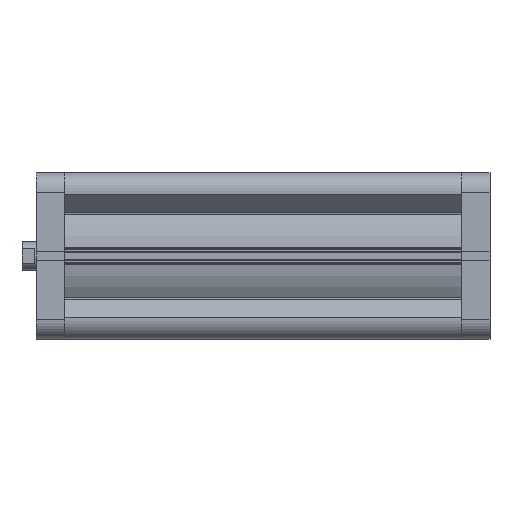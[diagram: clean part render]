
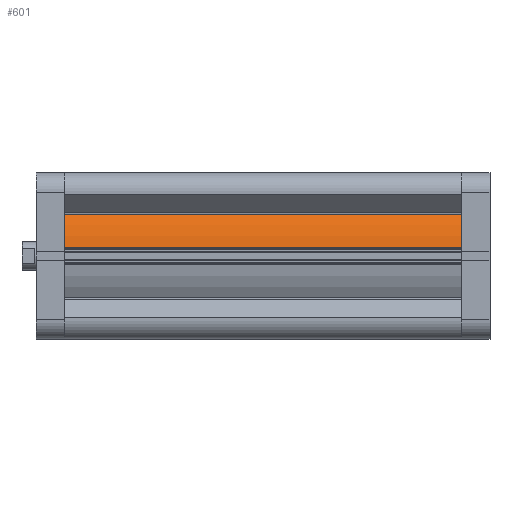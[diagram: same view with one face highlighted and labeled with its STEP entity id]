
A CAD part, front view. The second image highlights one B-rep face of the part: STEP entity #601.
In plain terms, the highlighted cylindrical face has radius 53.5 mm (diameter 107 mm), a partial arc.
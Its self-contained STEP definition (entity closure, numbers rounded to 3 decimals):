
#601 = ADVANCED_FACE ( 'NONE', ( #7856 ), #7859, .T. ) ;
#957 = VERTEX_POINT ( 'NONE', #9275 ) ;
#965 = VERTEX_POINT ( 'NONE', #9283 ) ;
#980 = VERTEX_POINT ( 'NONE', #9298 ) ;
#1013 = VERTEX_POINT ( 'NONE', #9331 ) ;
#2364 = VECTOR ( 'NONE', #10665, 1000. ) ;
#2370 = LINE ( 'NONE', #10660, #2364 ) ;
#2372 = CIRCLE ( 'NONE', #6392, 53.5 ) ;
#2386 = DIRECTION ( 'NONE',  ( -1., 0., 0. ) ) ;
#2388 = DIRECTION ( 'NONE',  ( 0., 0., -1. ) ) ;
#2390 = CARTESIAN_POINT ( 'NONE',  ( 0., 0., 277.5 ) ) ;
#2393 = LINE ( 'NONE', #10678, #2395 ) ;
#2395 = VECTOR ( 'NONE', #10679, 1000. ) ;
#2416 = CIRCLE ( 'NONE', #6412, 53.5 ) ;
#5038 = ORIENTED_EDGE ( 'NONE', *, *, #6659, .T. ) ;
#5072 = ORIENTED_EDGE ( 'NONE', *, *, #6666, .T. ) ;
#5073 = ORIENTED_EDGE ( 'NONE', *, *, #6660, .T. ) ;
#5075 = ORIENTED_EDGE ( 'NONE', *, *, #6677, .F. ) ;
#5366 = EDGE_LOOP ( 'NONE', ( #5038, #5072, #5075, #5073 ) ) ;
#6135 = AXIS2_PLACEMENT_3D ( 'NONE', #2390, #2388, #2386 ) ;
#6392 = AXIS2_PLACEMENT_3D ( 'NONE', #10657, #10663, #10664 ) ;
#6412 = AXIS2_PLACEMENT_3D ( 'NONE', #10701, #10708, #10709 ) ;
#6659 = EDGE_CURVE ( 'NONE', #980, #1013, #2372, .T. ) ;
#6660 = EDGE_CURVE ( 'NONE', #957, #980, #2370, .T. ) ;
#6666 = EDGE_CURVE ( 'NONE', #1013, #965, #2393, .T. ) ;
#6677 = EDGE_CURVE ( 'NONE', #957, #965, #2416, .T. ) ;
#7856 = FACE_OUTER_BOUND ( 'NONE', #5366, .T. ) ;
#7859 = CYLINDRICAL_SURFACE ( 'NONE', #6135, 53.5 ) ;
#9275 = CARTESIAN_POINT ( 'NONE',  ( 6.135, -53.147, 277.5 ) ) ;
#9283 = CARTESIAN_POINT ( 'NONE',  ( 28.996, -44.961, 277.5 ) ) ;
#9298 = CARTESIAN_POINT ( 'NONE',  ( 6.135, -53.147, 0. ) ) ;
#9331 = CARTESIAN_POINT ( 'NONE',  ( 28.996, -44.961, 0. ) ) ;
#10657 = CARTESIAN_POINT ( 'NONE',  ( 0., 0., 0. ) ) ;
#10660 = CARTESIAN_POINT ( 'NONE',  ( 6.135, -53.147, 277.5 ) ) ;
#10663 = DIRECTION ( 'NONE',  ( 0., 0., 1. ) ) ;
#10664 = DIRECTION ( 'NONE',  ( 1., 0., 0. ) ) ;
#10665 = DIRECTION ( 'NONE',  ( 0., 0., -1. ) ) ;
#10678 = CARTESIAN_POINT ( 'NONE',  ( 28.996, -44.961, 277.5 ) ) ;
#10679 = DIRECTION ( 'NONE',  ( 0., 0., 1. ) ) ;
#10701 = CARTESIAN_POINT ( 'NONE',  ( 0., 0., 277.5 ) ) ;
#10708 = DIRECTION ( 'NONE',  ( 0., 0., 1. ) ) ;
#10709 = DIRECTION ( 'NONE',  ( 1., 0., 0. ) ) ;
